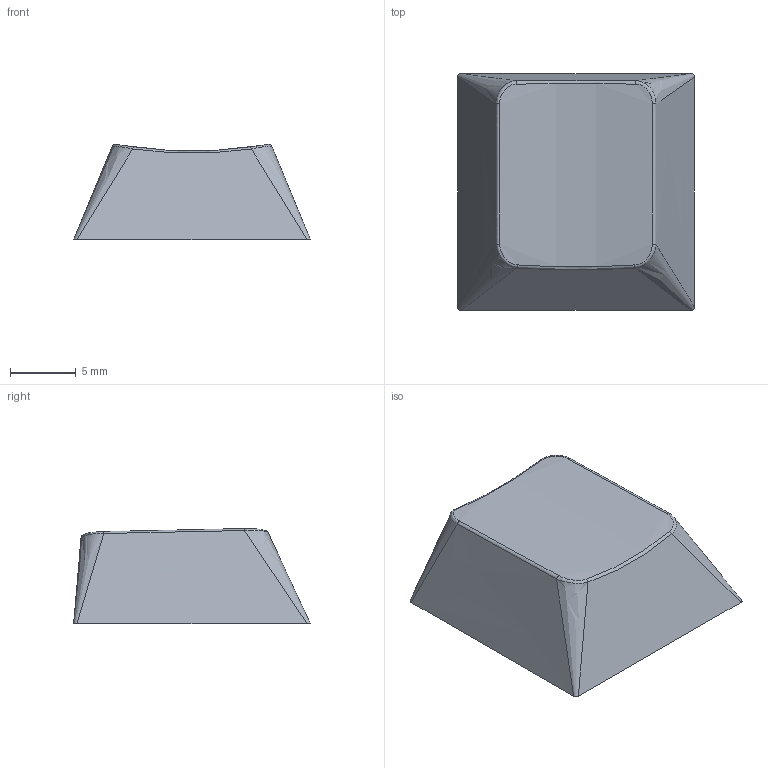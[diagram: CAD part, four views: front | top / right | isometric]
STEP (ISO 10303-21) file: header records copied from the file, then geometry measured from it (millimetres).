
FILE_DESCRIPTION(('FreeCAD Model'),'2;1');
FILE_NAME('Open CASCADE Shape Model','2024-03-10T13:38:18',('Author'),( ''),'Open CASCADE STEP processor 7.6','FreeCAD','Unknown');
FILE_SCHEMA(('AUTOMOTIVE_DESIGN { 1 0 10303 214 1 1 1 1 }'));
Length unit declared in the file: millimetre
Products named in the file (1): Product009
Bounding box: 18 x 18 x 7.23 mm (x, y, z)
Volume: 713.9 mm3; surface area: 1399.5 mm2
Topology: 1 solids, 1 shells, 53 faces, 139 edges, 90 vertices
Faces by surface type: bspline 26, plane 26, cylinder 1
Full cylindrical faces by diameter (mm): 5.4 x1
Entity records: 2333 total; most frequent: CARTESIAN_POINT 1202, ORIENTED_EDGE 278, DIRECTION 145, EDGE_CURVE 139, VERTEX_POINT 90, B_SPLINE_CURVE_WITH_KNOTS 68, FACE_BOUND 55, EDGE_LOOP 55
